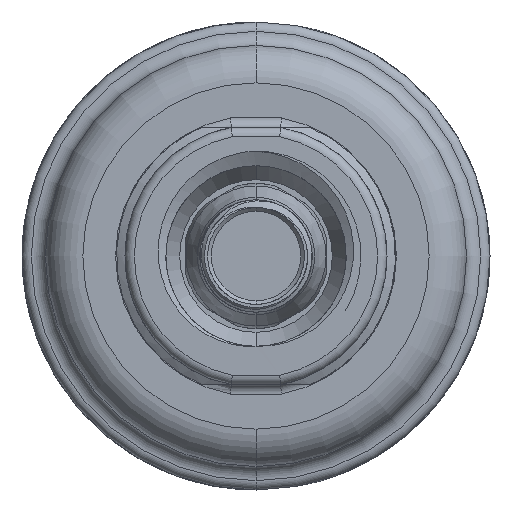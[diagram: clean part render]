
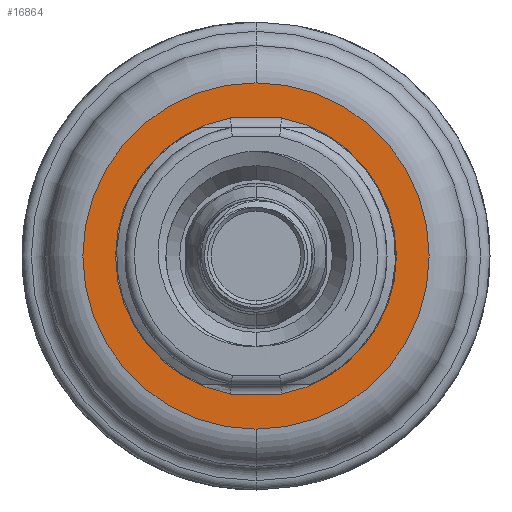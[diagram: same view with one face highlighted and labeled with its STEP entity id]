
A CAD part, front view. The second image highlights one B-rep face of the part: STEP entity #16864.
In plain terms, the highlighted planar face has unit normal (0, -1, 0).
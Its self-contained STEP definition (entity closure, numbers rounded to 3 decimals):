
#4241=CARTESIAN_POINT('',(0.,-66.1,0.));
#4242=DIRECTION('',(0.,-1.,0.));
#4243=DIRECTION('',(0.,0.,-1.));
#4244=AXIS2_PLACEMENT_3D('',#4241,#4242,#4243);
#4246=CARTESIAN_POINT('',(0.,-66.1,0.));
#4247=DIRECTION('',(0.,-1.,0.));
#4248=DIRECTION('',(0.,0.,1.));
#4249=AXIS2_PLACEMENT_3D('',#4246,#4247,#4248);
#4251=CARTESIAN_POINT('',(0.,-66.1,0.));
#4252=DIRECTION('',(0.,-1.,0.));
#4253=DIRECTION('',(-0.182,0.,0.983));
#4254=AXIS2_PLACEMENT_3D('',#4251,#4252,#4253);
#4256=DIRECTION('',(1.,0.,0.));
#4257=VECTOR('',#4256,5.454);
#4258=CARTESIAN_POINT('',(-2.727,-66.1,-14.75));
#4259=LINE('',#4258,#4257);
#4260=CARTESIAN_POINT('',(0.,-66.1,0.));
#4261=DIRECTION('',(0.,-1.,0.));
#4262=DIRECTION('',(0.182,0.,-0.983));
#4263=AXIS2_PLACEMENT_3D('',#4260,#4261,#4262);
#4265=DIRECTION('',(-1.,0.,0.));
#4266=VECTOR('',#4265,5.454);
#4267=CARTESIAN_POINT('',(2.727,-66.1,14.75));
#4268=LINE('',#4267,#4266);
#9198=CARTESIAN_POINT('',(-2.727,-66.1,14.75));
#9199=CARTESIAN_POINT('',(-2.727,-66.1,-14.75));
#9200=VERTEX_POINT('',#9198);
#9201=VERTEX_POINT('',#9199);
#9206=CARTESIAN_POINT('',(2.727,-66.1,-14.75));
#9207=CARTESIAN_POINT('',(2.727,-66.1,14.75));
#9208=VERTEX_POINT('',#9206);
#9209=VERTEX_POINT('',#9207);
#9450=CARTESIAN_POINT('',(0.,-66.1,-18.5));
#9451=CARTESIAN_POINT('',(0.,-66.1,18.5));
#9452=VERTEX_POINT('',#9450);
#9453=VERTEX_POINT('',#9451);
#16844=CARTESIAN_POINT('',(0.,-66.1,0.));
#16845=DIRECTION('',(0.,-1.,0.));
#16846=DIRECTION('',(0.,0.,1.));
#16847=AXIS2_PLACEMENT_3D('',#16844,#16845,#16846);
#16848=PLANE('',#16847);
#16849=ORIENTED_EDGE('',*,*,#16834,.F.);
#16851=ORIENTED_EDGE('',*,*,#16850,.F.);
#16852=EDGE_LOOP('',(#16849,#16851));
#16853=FACE_OUTER_BOUND('',#16852,.F.);
#16855=ORIENTED_EDGE('',*,*,#16854,.T.);
#16857=ORIENTED_EDGE('',*,*,#16856,.T.);
#16859=ORIENTED_EDGE('',*,*,#16858,.T.);
#16861=ORIENTED_EDGE('',*,*,#16860,.T.);
#16862=EDGE_LOOP('',(#16855,#16857,#16859,#16861));
#16863=FACE_BOUND('',#16862,.F.);
#16864=ADVANCED_FACE('',(#16853,#16863),#16848,.T.);
#4245=CIRCLE('',#4244,18.5);
#4250=CIRCLE('',#4249,18.5);
#4255=CIRCLE('',#4254,15.);
#4264=CIRCLE('',#4263,15.);
#16834=EDGE_CURVE('',#9452,#9453,#4245,.T.);
#16850=EDGE_CURVE('',#9453,#9452,#4250,.T.);
#16854=EDGE_CURVE('',#9200,#9201,#4255,.T.);
#16856=EDGE_CURVE('',#9201,#9208,#4259,.T.);
#16858=EDGE_CURVE('',#9208,#9209,#4264,.T.);
#16860=EDGE_CURVE('',#9209,#9200,#4268,.T.);
